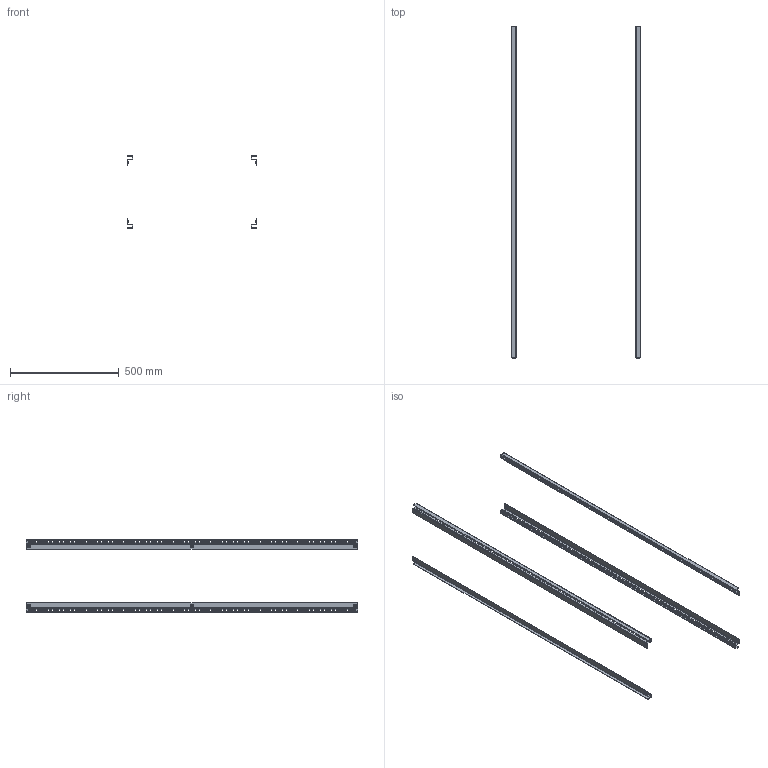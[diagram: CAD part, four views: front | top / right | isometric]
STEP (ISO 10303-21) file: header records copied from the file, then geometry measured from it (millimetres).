
FILE_DESCRIPTION (( 'STEP AP203' ), '1' );
FILE_NAME ('U0543160502 Êîìïëåêò ñòîåê äëÿ âíóòðåííåãî ìîíòàæà UC2_UC2M 160.00 (4øò) (000.801.048-08).STEP', '2022-04-29T05:46:29', ( '' ), ( '' ), 'SwSTEP 2.0', 'SolidWorks 2017', '' );
FILE_SCHEMA (( 'CONFIG_CONTROL_DESIGN' ));
Length unit declared in the file: millimetre
Products named in the file (3): U0543160502 Êîìïëåêò ñòîåê äëÿ âíóòðåííåãî ìîíòàæà UC2_UC2M 160.00 (4øò) (000.801.048-08); hex flange nut_din_Hexagon Flange Nut DIN 6923 - M6 - N; 054-113 栺鍣罻_08 (160)
Assembly tree (16 placements, depth 2):
  U0543160502 Êîìïëåêò ñòîåê äëÿ âíóòðåííåãî ìîíòàæà UC2_UC2M 160.00 (4øò) (000.801.048-08)
    054-113 栺鍣罻_08 (160)  x4
    hex flange nut_din_Hexagon Flange Nut DIN 6923 - M6 - N  x12
Bounding box: 597.2 x 1526 x 333 mm (x, y, z)
Volume: 723715.4 mm3; surface area: 1017503.9 mm2
Topology: 16 solids, 16 shells, 3440 faces, 9888 edges, 6480 vertices
Faces by surface type: plane 2128, cylinder 1072, cone 144, bspline 72, torus 24
Entity records: 28251 total; most frequent: CARTESIAN_POINT 4971, ORIENTED_EDGE 4664, DIRECTION 4452, EDGE_CURVE 2332, LINE 1766, VECTOR 1766, VERTEX_POINT 1540, AXIS2_PLACEMENT_3D 1343
